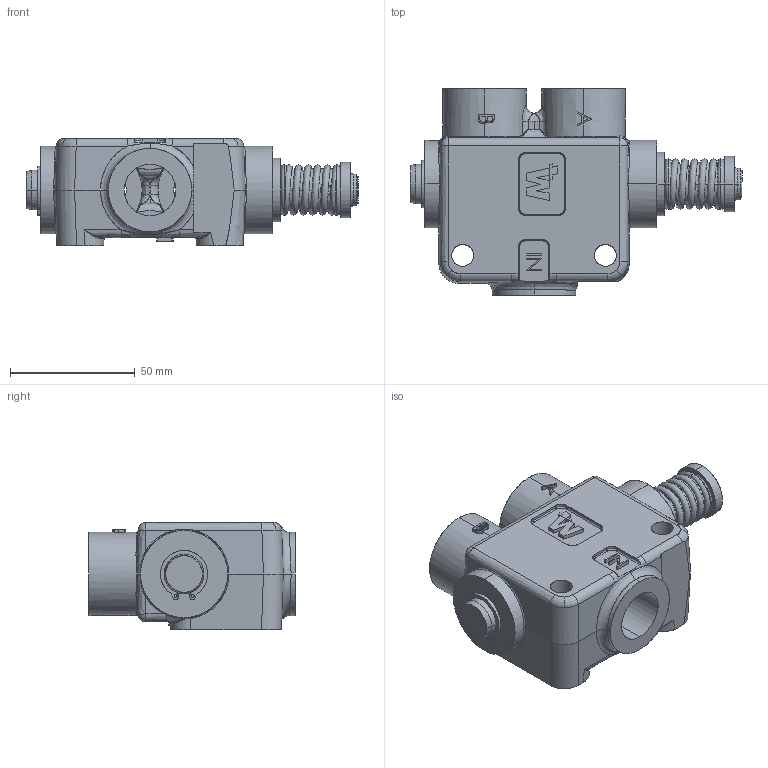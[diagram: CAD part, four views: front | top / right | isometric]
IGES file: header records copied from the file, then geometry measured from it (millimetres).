
Start section: SolidWorks IGES file using analytic representation for surfaces
Global section: file name: SV80-A-G-S.IGS; native system: SolidWorks 2010; preprocessor: SolidWorks 2010; author: afp; date: 120215.123505; units: millimetre
Bounding box: 132.91 x 82.55 x 42.86 mm (x, y, z)
Surface area: 39100.9 mm2 (no closed solid volume)
Topology: 0 solids, 0 shells, 452 faces, 6172 edges, 6163 vertices
Faces by surface type: bspline 332, revolution 120
